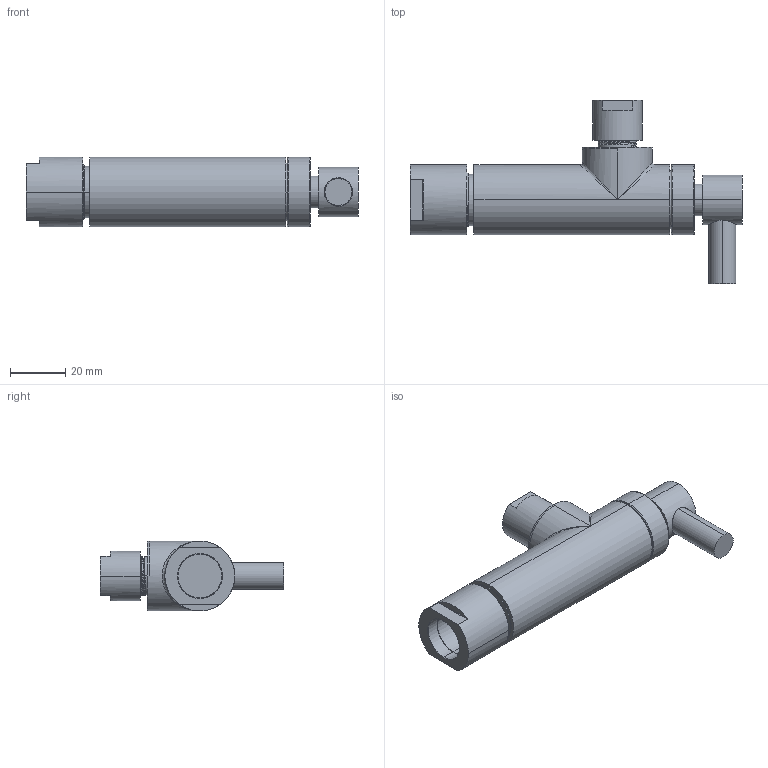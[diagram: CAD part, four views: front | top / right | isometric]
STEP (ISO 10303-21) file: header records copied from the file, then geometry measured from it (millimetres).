
FILE_DESCRIPTION((''),'2;1');
FILE_NAME('403-1','2021-06-14T17:27:09',('NSantos'),(''),'CREO PARAMETRIC BY PTC INC, 2018500','CREO PARAMETRIC BY PTC INC, 2018500','');
FILE_SCHEMA(('CONFIG_CONTROL_DESIGN'));
Length unit declared in the file: inch
Products named in the file (1): 403-1
Bounding box: 120.5 x 66.43 x 25.4 mm (x, y, z)
Volume: 42283.2 mm3; surface area: 43001.5 mm2
Topology: 2 solids, 17 shells, 669 faces, 1750 edges, 1114 vertices
Faces by surface type: cylinder 335, plane 194, bspline 53, cone 43, torus 40, sphere 4
Entity records: 34790 total; most frequent: CARTESIAN_POINT 19790, ORIENTED_EDGE 3305, DIRECTION 2652, EDGE_CURVE 1744, VERTEX_POINT 1114, AXIS2_PLACEMENT_3D 1052, B_SPLINE_CURVE_WITH_KNOTS 761, EDGE_LOOP 716
